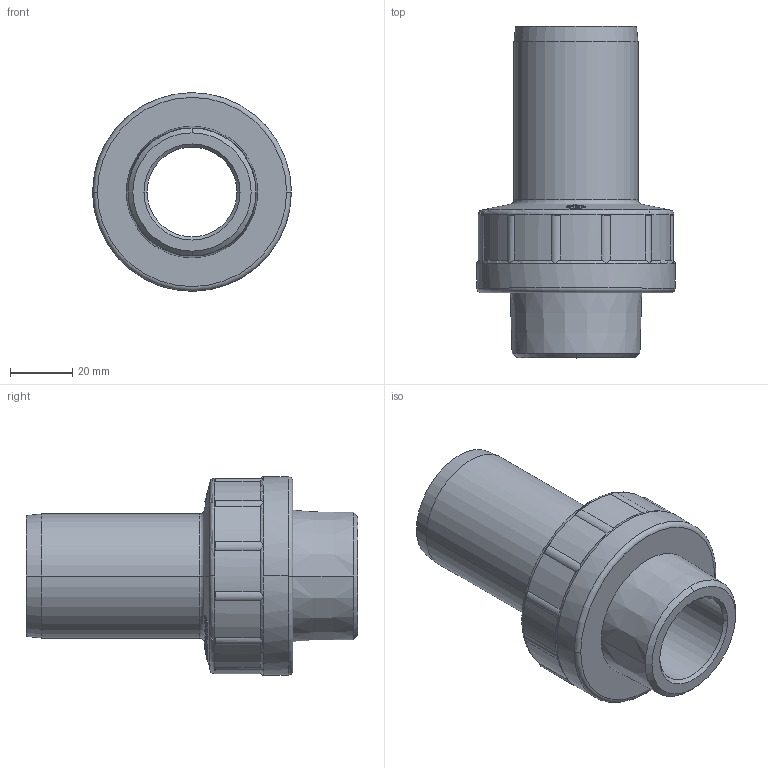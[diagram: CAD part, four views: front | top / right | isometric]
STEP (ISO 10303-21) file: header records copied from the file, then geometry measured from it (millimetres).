
FILE_DESCRIPTION((''),'2;1');
FILE_NAME('C050200004_AF0_80','2017-04-18T',('Stefano'),(''),'PRO/ENGINEER BY PARAMETRIC TECHNOLOGY CORPORATION, 2012130','PRO/ENGINEER BY PARAMETRIC TECHNOLOGY CORPORATION, 2012130','');
FILE_SCHEMA(('CONFIG_CONTROL_DESIGN'));
Length unit declared in the file: millimetre
Products named in the file (1): C050200004_AF0_80
Bounding box: 64 x 107 x 64 mm (x, y, z)
Volume: 104049.8 mm3; surface area: 30441 mm2
Topology: 1 solids, 1 shells, 1110 faces, 3151 edges, 2095 vertices
Faces by surface type: plane 969, cylinder 47, cone 32, bspline 32, torus 30
Entity records: 38774 total; most frequent: CARTESIAN_POINT 11923, ORIENTED_EDGE 6302, DIRECTION 4408, EDGE_CURVE 3151, VERTEX_POINT 2095, VECTOR 1898, LINE 1898, AXIS2_PLACEMENT_3D 1255
